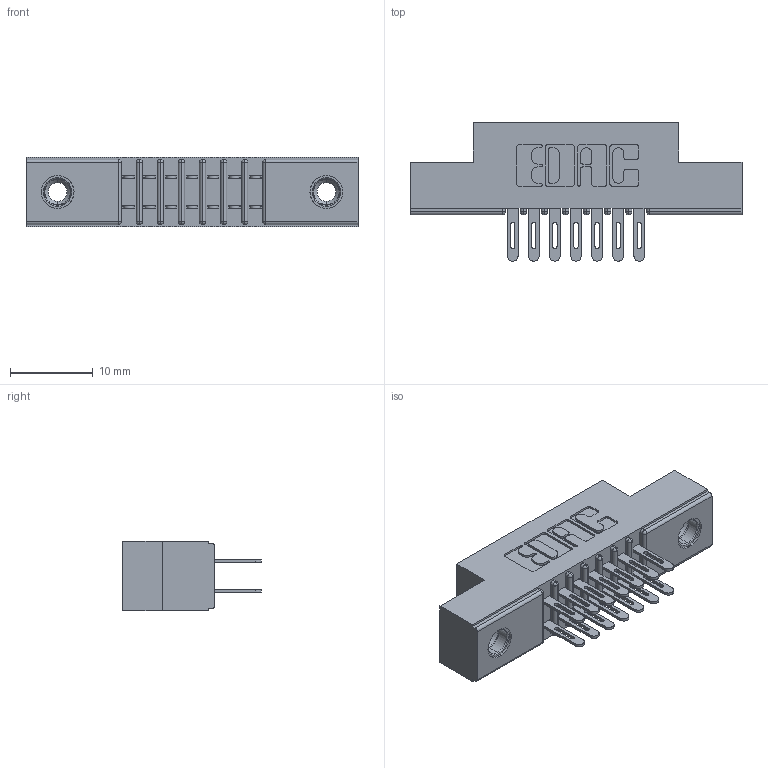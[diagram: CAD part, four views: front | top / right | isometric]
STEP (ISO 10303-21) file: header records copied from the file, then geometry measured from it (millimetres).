
FILE_DESCRIPTION (( 'STEP AP203' ), '1' );
FILE_NAME ('341-014-500-208.STEP', '2018-08-06T15:03:58', ( '' ), ( '' ), 'SwSTEP 2.0', 'SolidWorks 2016', '' );
FILE_SCHEMA (( 'CONFIG_CONTROL_DESIGN' ));
Length unit declared in the file: inch
Products named in the file (4): 341-292-001_341-292-100; 345-250-001_345-250-003-102; 341-014-500-208; 341 Part_.156 (3.96) Dia Mounting Holes
Assembly tree (17 placements, depth 2):
  341-014-500-208
    341 Part_.156 (3.96) Dia Mounting Holes
    341-292-001_341-292-100  x14
    345-250-001_345-250-003-102  x2
Bounding box: 40.01 x 16.69 x 8.38 mm (x, y, z)
Volume: 2330 mm3; surface area: 4061.3 mm2
Topology: 17 solids, 17 shells, 1100 faces, 3133 edges, 2026 vertices
Faces by surface type: plane 632, cylinder 424, sphere 16, torus 16, cone 12
Entity records: 14327 total; most frequent: CARTESIAN_POINT 2364, ORIENTED_EDGE 2338, DIRECTION 2333, EDGE_CURVE 1169, LINE 899, VECTOR 899, VERTEX_POINT 748, AXIS2_PLACEMENT_3D 717
